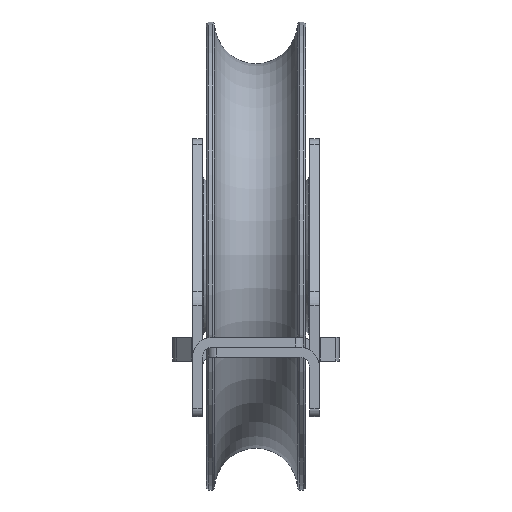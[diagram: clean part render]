
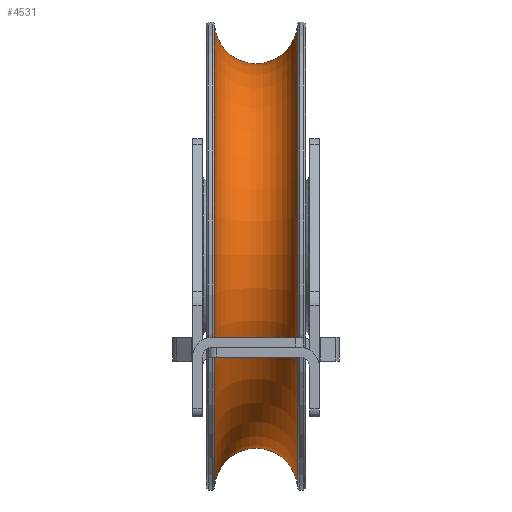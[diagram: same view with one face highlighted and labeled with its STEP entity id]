
A CAD part, left-side view. The second image highlights one B-rep face of the part: STEP entity #4531.
In plain terms, the highlighted toroidal (fillet/blend) face has major radius 59 mm and minor radius 10.5 mm.
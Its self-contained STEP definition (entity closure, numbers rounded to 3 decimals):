
#870=TOROIDAL_SURFACE('',#4827,59.,10.5);
#974=FACE_OUTER_BOUND('',#1208,.T.);
#1208=EDGE_LOOP('',(#2982,#2983,#2984,#2985,#2986,#2987));
#1475=CIRCLE('',#4795,58.501);
#1476=CIRCLE('',#4796,58.501);
#1483=CIRCLE('',#4809,58.501);
#1484=CIRCLE('',#4810,58.501);
#1495=CIRCLE('',#4828,10.5);
#1756=VERTEX_POINT('',#6750);
#1757=VERTEX_POINT('',#6752);
#1764=VERTEX_POINT('',#6777);
#1765=VERTEX_POINT('',#6779);
#2233=EDGE_CURVE('',#1756,#1757,#1475,.T.);
#2234=EDGE_CURVE('',#1757,#1756,#1476,.T.);
#2246=EDGE_CURVE('',#1764,#1765,#1483,.T.);
#2247=EDGE_CURVE('',#1765,#1764,#1484,.T.);
#2261=EDGE_CURVE('',#1765,#1757,#1495,.T.);
#2982=ORIENTED_EDGE('',*,*,#2246,.F.);
#2983=ORIENTED_EDGE('',*,*,#2247,.F.);
#2984=ORIENTED_EDGE('',*,*,#2261,.T.);
#2985=ORIENTED_EDGE('',*,*,#2233,.F.);
#2986=ORIENTED_EDGE('',*,*,#2234,.F.);
#2987=ORIENTED_EDGE('',*,*,#2261,.F.);
#4531=ADVANCED_FACE('',(#974),#870,.F.);
#4795=AXIS2_PLACEMENT_3D('',#6753,#5360,#5361);
#4796=AXIS2_PLACEMENT_3D('',#6754,#5362,#5363);
#4809=AXIS2_PLACEMENT_3D('',#6780,#5393,#5394);
#4810=AXIS2_PLACEMENT_3D('',#6781,#5395,#5396);
#4827=AXIS2_PLACEMENT_3D('',#6811,#5432,#5433);
#4828=AXIS2_PLACEMENT_3D('',#6812,#5434,#5435);
#5360=DIRECTION('center_axis',(0.,1.,0.));
#5361=DIRECTION('ref_axis',(-0.942,0.,-0.336));
#5362=DIRECTION('center_axis',(0.,1.,0.));
#5363=DIRECTION('ref_axis',(-0.942,0.,-0.336));
#5393=DIRECTION('center_axis',(0.,-1.,0.));
#5394=DIRECTION('ref_axis',(-0.942,0.,-0.336));
#5395=DIRECTION('center_axis',(0.,-1.,0.));
#5396=DIRECTION('ref_axis',(-0.942,0.,-0.336));
#5432=DIRECTION('center_axis',(0.,-1.,0.));
#5433=DIRECTION('ref_axis',(0.942,0.,0.336));
#5434=DIRECTION('center_axis',(-0.336,0.,
0.942));
#5435=DIRECTION('ref_axis',(-0.942,0.,-0.336));
#6750=CARTESIAN_POINT('',(55.099,10.488,19.658));
#6752=CARTESIAN_POINT('',(-55.099,10.488,-19.658));
#6753=CARTESIAN_POINT('Origin',(0.,10.488,0.));
#6754=CARTESIAN_POINT('Origin',(0.,10.488,0.));
#6777=CARTESIAN_POINT('',(55.099,-10.488,19.658));
#6779=CARTESIAN_POINT('',(-55.099,-10.488,-19.658));
#6780=CARTESIAN_POINT('Origin',(0.,-10.488,
0.));
#6781=CARTESIAN_POINT('Origin',(0.,-10.488,
0.));
#6811=CARTESIAN_POINT('Origin',(0.,0.,0.));
#6812=CARTESIAN_POINT('Origin',(-55.569,0.,
-19.826));
